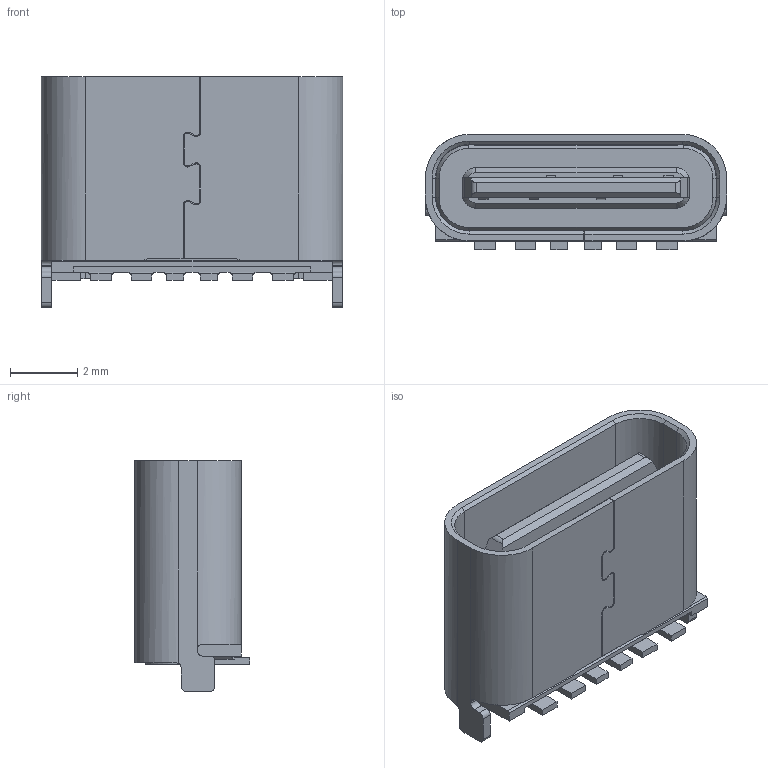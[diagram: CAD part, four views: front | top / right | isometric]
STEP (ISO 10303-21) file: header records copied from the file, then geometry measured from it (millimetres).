
FILE_DESCRIPTION (( 'STEP AP214' ), '1' );
FILE_NAME ('USB-C-SMD_MC-306LS-H60.STEP', '2024-02-21T03:56:37', ( '' ), ( '' ), 'SwSTEP 2.0', 'SolidWorks 2020', '' );
FILE_SCHEMA (( 'AUTOMOTIVE_DESIGN' ));
Length unit declared in the file: millimetre
Products named in the file (1): USB-C-SMD_MC-306LS-H60
Bounding box: 8.94 x 3.42 x 6.85 mm (x, y, z)
Volume: 75 mm3; surface area: 414.5 mm2
Topology: 14 solids, 14 shells, 779 faces, 2129 edges, 1388 vertices
Faces by surface type: plane 566, cylinder 101, bspline 100, cone 12
Entity records: 33687 total; most frequent: CARTESIAN_POINT 5765, ORIENTED_EDGE 4258, DIRECTION 3479, EDGE_CURVE 2129, LINE 1679, VECTOR 1679, VERTEX_POINT 1388, AXIS2_PLACEMENT_3D 900
